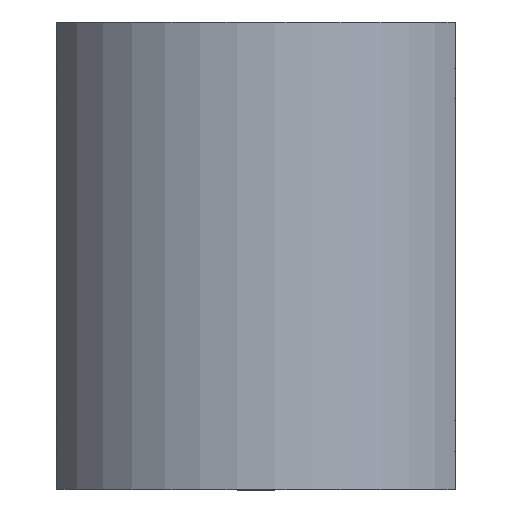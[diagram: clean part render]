
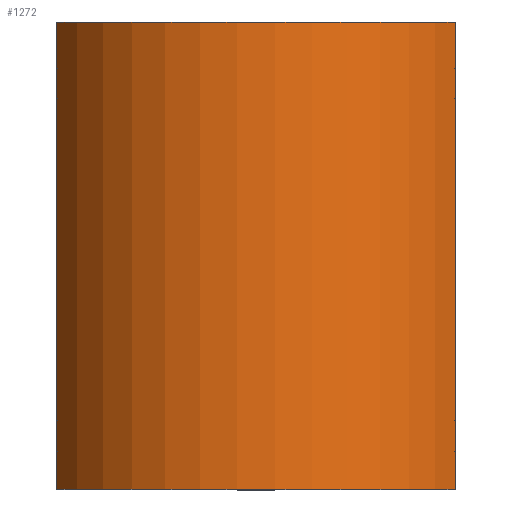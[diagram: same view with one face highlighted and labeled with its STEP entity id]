
A CAD part, top view. The second image highlights one B-rep face of the part: STEP entity #1272.
In plain terms, the highlighted cylindrical face has radius 14.75 mm (diameter 29.5 mm), a partial arc.
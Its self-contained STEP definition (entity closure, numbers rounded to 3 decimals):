
#84=FACE_OUTER_BOUND('',#158,.T.);
#158=EDGE_LOOP('',(#873,#874,#875,#876));
#254=LINE('',#1934,#368);
#255=LINE('',#1940,#369);
#368=VECTOR('',#1528,10.);
#369=VECTOR('',#1535,10.);
#481=CIRCLE('',#1367,14.75);
#482=CIRCLE('',#1368,14.75);
#554=VERTEX_POINT('',#1928);
#556=VERTEX_POINT('',#1932);
#557=VERTEX_POINT('',#1936);
#558=VERTEX_POINT('',#1938);
#682=EDGE_CURVE('',#554,#556,#254,.T.);
#683=EDGE_CURVE('',#557,#554,#481,.T.);
#684=EDGE_CURVE('',#558,#556,#482,.T.);
#685=EDGE_CURVE('',#557,#558,#255,.T.);
#873=ORIENTED_EDGE('',*,*,#683,.T.);
#874=ORIENTED_EDGE('',*,*,#682,.T.);
#875=ORIENTED_EDGE('',*,*,#684,.F.);
#876=ORIENTED_EDGE('',*,*,#685,.F.);
#1233=CYLINDRICAL_SURFACE('',#1366,14.75);
#1272=ADVANCED_FACE('',(#84),#1233,.T.);
#1366=AXIS2_PLACEMENT_3D('',#1935,#1529,#1530);
#1367=AXIS2_PLACEMENT_3D('',#1937,#1531,#1532);
#1368=AXIS2_PLACEMENT_3D('',#1939,#1533,#1534);
#1528=DIRECTION('',(0.,1.,0.));
#1529=DIRECTION('center_axis',(0.,1.,0.));
#1530=DIRECTION('ref_axis',(1.,0.,0.));
#1531=DIRECTION('center_axis',(0.,1.,0.));
#1532=DIRECTION('ref_axis',(1.,0.,0.));
#1533=DIRECTION('center_axis',(0.,1.,0.));
#1534=DIRECTION('ref_axis',(1.,0.,0.));
#1535=DIRECTION('',(0.,1.,0.));
#1928=CARTESIAN_POINT('',(13.,0.,6.969));
#1932=CARTESIAN_POINT('',(13.,30.5,6.969));
#1934=CARTESIAN_POINT('',(13.,0.,6.969));
#1935=CARTESIAN_POINT('Origin',(0.,0.,0.));
#1936=CARTESIAN_POINT('',(-13.,0.,6.969));
#1937=CARTESIAN_POINT('Origin',(0.,0.,0.));
#1938=CARTESIAN_POINT('',(-13.,30.5,6.969));
#1939=CARTESIAN_POINT('Origin',(0.,30.5,0.));
#1940=CARTESIAN_POINT('',(-13.,0.,6.969));
